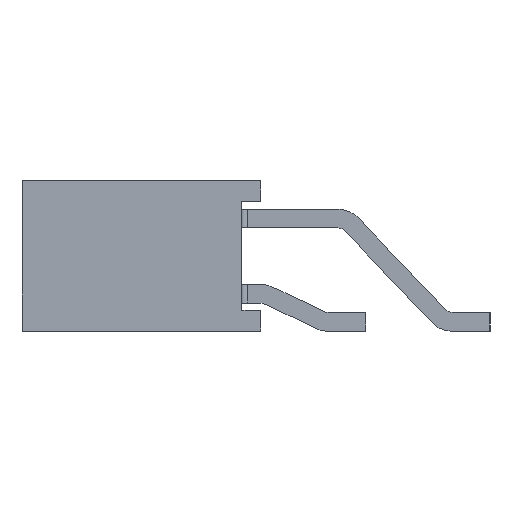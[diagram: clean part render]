
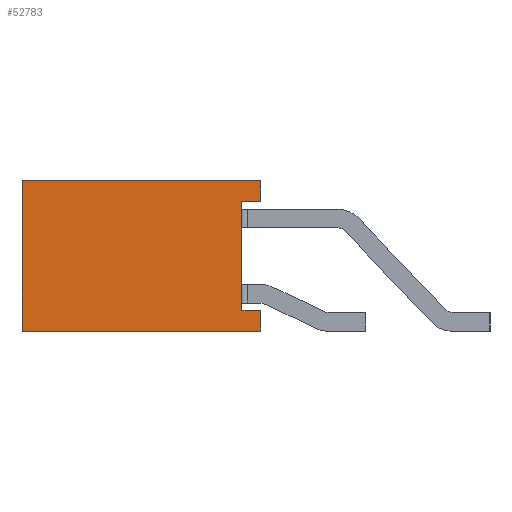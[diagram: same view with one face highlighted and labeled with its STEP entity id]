
A CAD part, left-side view. The second image highlights one B-rep face of the part: STEP entity #52783.
In plain terms, the highlighted face is planar.
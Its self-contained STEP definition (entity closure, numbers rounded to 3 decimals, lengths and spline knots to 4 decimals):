
#4312=ORIENTED_EDGE('',*,*,#15460,.T.);
#4313=ORIENTED_EDGE('',*,*,#15461,.T.);
#4314=ORIENTED_EDGE('',*,*,#15462,.T.);
#4315=ORIENTED_EDGE('',*,*,#15463,.T.);
#4316=ORIENTED_EDGE('',*,*,#15464,.T.);
#4317=ORIENTED_EDGE('',*,*,#15465,.T.);
#4318=ORIENTED_EDGE('',*,*,#15466,.T.);
#4319=ORIENTED_EDGE('',*,*,#15467,.T.);
#15460=EDGE_CURVE('',#20944,#20945,#25140,.T.);
#15461=EDGE_CURVE('',#20945,#20946,#25141,.T.);
#15462=EDGE_CURVE('',#20946,#20947,#25142,.T.);
#15463=EDGE_CURVE('',#20947,#20948,#25143,.T.);
#15464=EDGE_CURVE('',#20948,#20949,#25144,.T.);
#15465=EDGE_CURVE('',#20949,#20950,#25145,.T.);
#15466=EDGE_CURVE('',#20950,#20951,#25146,.T.);
#15467=EDGE_CURVE('',#20951,#20944,#25147,.T.);
#20944=VERTEX_POINT('',#72378);
#20945=VERTEX_POINT('',#72379);
#20946=VERTEX_POINT('',#72381);
#20947=VERTEX_POINT('',#72383);
#20948=VERTEX_POINT('',#72385);
#20949=VERTEX_POINT('',#72387);
#20950=VERTEX_POINT('',#72389);
#20951=VERTEX_POINT('',#72391);
#25140=LINE('',#72377,#29844);
#25141=LINE('',#72380,#29845);
#25142=LINE('',#72382,#29846);
#25143=LINE('',#72384,#29847);
#25144=LINE('',#72386,#29848);
#25145=LINE('',#72388,#29849);
#25146=LINE('',#72390,#29850);
#25147=LINE('',#72392,#29851);
#29844=VECTOR('',#60404,1000.);
#29845=VECTOR('',#60405,1000.);
#29846=VECTOR('',#60406,1000.);
#29847=VECTOR('',#60407,1000.);
#29848=VECTOR('',#60408,1000.);
#29849=VECTOR('',#60409,1000.);
#29850=VECTOR('',#60410,1000.);
#29851=VECTOR('',#60411,1000.);
#33321=EDGE_LOOP('',(#4312,#4313,#4314,#4315,#4316,#4317,#4318,#4319));
#35411=FACE_BOUND('',#33321,.T.);
#37381=PLANE('',#54860);
#52783=ADVANCED_FACE('',(#35411),#37381,.T.);
#54860=AXIS2_PLACEMENT_3D('',#72376,#60402,#60403);
#60402=DIRECTION('',(1.,0.,0.));
#60403=DIRECTION('',(0.,0.,-1.));
#60404=DIRECTION('',(0.,0.,-1.));
#60405=DIRECTION('',(0.,1.,0.));
#60406=DIRECTION('',(0.,0.,1.));
#60407=DIRECTION('',(0.,-1.,0.));
#60408=DIRECTION('',(0.,0.,1.));
#60409=DIRECTION('',(0.,1.,0.));
#60410=DIRECTION('',(0.,0.,1.));
#60411=DIRECTION('',(0.,-1.,0.));
#72376=CARTESIAN_POINT('',(10.15,0.,0.));
#72377=CARTESIAN_POINT('',(10.15,-3.175,2.));
#72378=CARTESIAN_POINT('',(10.15,-3.175,2.));
#72379=CARTESIAN_POINT('',(10.15,-3.175,-2.));
#72380=CARTESIAN_POINT('',(10.15,-3.175,-2.));
#72381=CARTESIAN_POINT('',(10.15,3.175,-2.));
#72382=CARTESIAN_POINT('',(10.15,3.175,-2.));
#72383=CARTESIAN_POINT('',(10.15,3.175,-1.45));
#72384=CARTESIAN_POINT('',(10.15,2.675,-1.45));
#72385=CARTESIAN_POINT('',(10.15,2.675,-1.45));
#72386=CARTESIAN_POINT('',(10.15,2.675,1.45));
#72387=CARTESIAN_POINT('',(10.15,2.675,1.45));
#72388=CARTESIAN_POINT('',(10.15,3.175,1.45));
#72389=CARTESIAN_POINT('',(10.15,3.175,1.45));
#72390=CARTESIAN_POINT('',(10.15,3.175,1.45));
#72391=CARTESIAN_POINT('',(10.15,3.175,2.));
#72392=CARTESIAN_POINT('',(10.15,3.175,2.));
